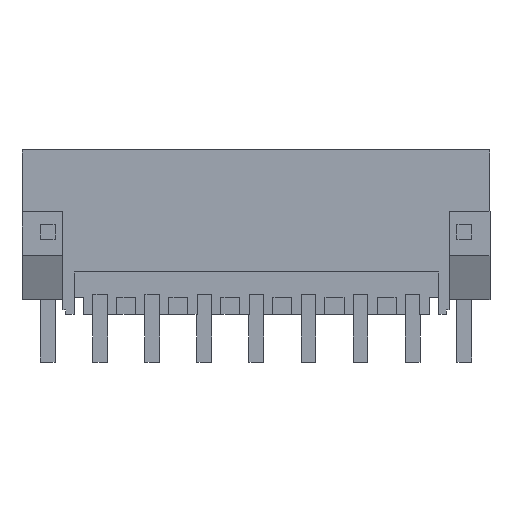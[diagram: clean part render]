
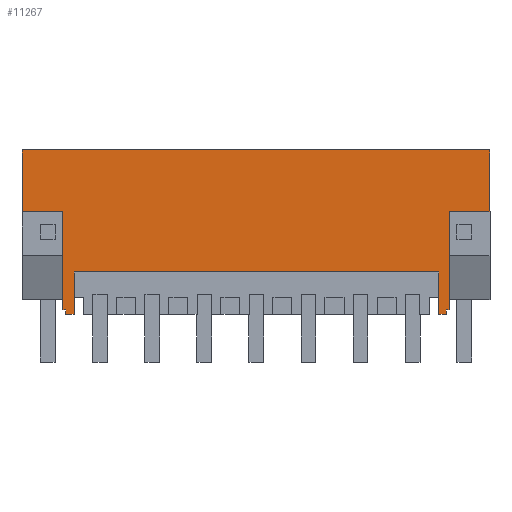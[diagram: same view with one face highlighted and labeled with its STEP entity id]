
A CAD part, front view. The second image highlights one B-rep face of the part: STEP entity #11267.
In plain terms, the highlighted planar face has unit normal (0, -1, 0).
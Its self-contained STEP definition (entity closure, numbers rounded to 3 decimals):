
#11237=AXIS2_PLACEMENT_3D('Plane Axis2P3D',#11234,#11235,#11236) ;
#2892=CARTESIAN_POINT('Line Origine',(3.5,0.,4.625)) ;
#2896=CARTESIAN_POINT('Vertex',(3.5,0.,3.2)) ;
#2898=CARTESIAN_POINT('Vertex',(3.5,0.,6.05)) ;
#2925=CARTESIAN_POINT('Vertex',(2.925,0.,3.2)) ;
#2928=CARTESIAN_POINT('Line Origine',(3.213,0.,3.2)) ;
#2946=CARTESIAN_POINT('Line Origine',(2.925,0.,3.35)) ;
#2950=CARTESIAN_POINT('Vertex',(2.925,0.,3.5)) ;
#2971=CARTESIAN_POINT('Line Origine',(2.825,0.,3.5)) ;
#2975=CARTESIAN_POINT('Vertex',(2.725,0.,3.5)) ;
#2996=CARTESIAN_POINT('Line Origine',(2.725,0.,6.8)) ;
#3000=CARTESIAN_POINT('Vertex',(2.725,0.,10.1)) ;
#3274=CARTESIAN_POINT('Vertex',(0.,0.,10.1)) ;
#3277=CARTESIAN_POINT('Line Origine',(0.,0.,12.175)) ;
#3281=CARTESIAN_POINT('Vertex',(0.,0.,14.25)) ;
#3321=CARTESIAN_POINT('Line Origine',(15.725,0.,14.25)) ;
#3325=CARTESIAN_POINT('Vertex',(31.45,0.,14.25)) ;
#6714=CARTESIAN_POINT('Line Origine',(31.45,0.,12.175)) ;
#6718=CARTESIAN_POINT('Vertex',(31.45,0.,10.1)) ;
#6986=CARTESIAN_POINT('Vertex',(28.725,0.,10.1)) ;
#6989=CARTESIAN_POINT('Line Origine',(28.725,0.,6.8)) ;
#6993=CARTESIAN_POINT('Vertex',(28.725,0.,3.5)) ;
#7017=CARTESIAN_POINT('Line Origine',(28.625,0.,3.5)) ;
#7021=CARTESIAN_POINT('Vertex',(28.525,0.,3.5)) ;
#7042=CARTESIAN_POINT('Line Origine',(28.525,0.,3.35)) ;
#7046=CARTESIAN_POINT('Vertex',(28.525,0.,3.2)) ;
#7062=CARTESIAN_POINT('Line Origine',(28.263,0.,3.2)) ;
#7066=CARTESIAN_POINT('Vertex',(28.,0.,3.2)) ;
#7087=CARTESIAN_POINT('Line Origine',(28.,0.,4.625)) ;
#7091=CARTESIAN_POINT('Vertex',(28.,0.,6.05)) ;
#9692=CARTESIAN_POINT('Line Origine',(15.75,0.,6.05)) ;
#11234=CARTESIAN_POINT('Axis2P3D Location',(10.5,0.,3.2)) ;
#11239=CARTESIAN_POINT('Line Origine',(30.087,0.,10.1)) ;
#11244=CARTESIAN_POINT('Line Origine',(1.362,0.,10.1)) ;
#2893=DIRECTION('Vector Direction',(0.,0.,1.)) ;
#2929=DIRECTION('Vector Direction',(1.,0.,0.)) ;
#2947=DIRECTION('Vector Direction',(0.,0.,-1.)) ;
#2972=DIRECTION('Vector Direction',(1.,0.,0.)) ;
#2997=DIRECTION('Vector Direction',(0.,0.,-1.)) ;
#3278=DIRECTION('Vector Direction',(0.,0.,1.)) ;
#3322=DIRECTION('Vector Direction',(1.,0.,0.)) ;
#6715=DIRECTION('Vector Direction',(0.,0.,1.)) ;
#6990=DIRECTION('Vector Direction',(0.,0.,-1.)) ;
#7018=DIRECTION('Vector Direction',(1.,0.,0.)) ;
#7043=DIRECTION('Vector Direction',(0.,0.,-1.)) ;
#7063=DIRECTION('Vector Direction',(1.,0.,0.)) ;
#7088=DIRECTION('Vector Direction',(0.,0.,1.)) ;
#9693=DIRECTION('Vector Direction',(1.,0.,0.)) ;
#11235=DIRECTION('Axis2P3D Direction',(0.,1.,0.)) ;
#11236=DIRECTION('Axis2P3D XDirection',(0.,0.,1.)) ;
#11240=DIRECTION('Vector Direction',(1.,0.,0.)) ;
#11245=DIRECTION('Vector Direction',(1.,0.,0.)) ;
#2894=VECTOR('Line Direction',#2893,1.) ;
#2930=VECTOR('Line Direction',#2929,1.) ;
#2948=VECTOR('Line Direction',#2947,1.) ;
#2973=VECTOR('Line Direction',#2972,1.) ;
#2998=VECTOR('Line Direction',#2997,1.) ;
#3279=VECTOR('Line Direction',#3278,1.) ;
#3323=VECTOR('Line Direction',#3322,1.) ;
#6716=VECTOR('Line Direction',#6715,1.) ;
#6991=VECTOR('Line Direction',#6990,1.) ;
#7019=VECTOR('Line Direction',#7018,1.) ;
#7044=VECTOR('Line Direction',#7043,1.) ;
#7064=VECTOR('Line Direction',#7063,1.) ;
#7089=VECTOR('Line Direction',#7088,1.) ;
#9694=VECTOR('Line Direction',#9693,1.) ;
#11241=VECTOR('Line Direction',#11240,1.) ;
#11246=VECTOR('Line Direction',#11245,1.) ;
#11250=ORIENTED_EDGE('',*,*,#9696,.F.) ;
#11251=ORIENTED_EDGE('',*,*,#7093,.F.) ;
#11252=ORIENTED_EDGE('',*,*,#7068,.T.) ;
#11253=ORIENTED_EDGE('',*,*,#7048,.T.) ;
#11254=ORIENTED_EDGE('',*,*,#7023,.T.) ;
#11255=ORIENTED_EDGE('',*,*,#6995,.F.) ;
#11256=ORIENTED_EDGE('',*,*,#11243,.F.) ;
#11257=ORIENTED_EDGE('',*,*,#6720,.F.) ;
#11258=ORIENTED_EDGE('',*,*,#3327,.F.) ;
#11259=ORIENTED_EDGE('',*,*,#3283,.T.) ;
#11260=ORIENTED_EDGE('',*,*,#11248,.T.) ;
#11261=ORIENTED_EDGE('',*,*,#3002,.T.) ;
#11262=ORIENTED_EDGE('',*,*,#2977,.F.) ;
#11263=ORIENTED_EDGE('',*,*,#2952,.F.) ;
#11264=ORIENTED_EDGE('',*,*,#2932,.T.) ;
#11265=ORIENTED_EDGE('',*,*,#2900,.T.) ;
#11267=ADVANCED_FACE('HOUSING',(#11266),#11238,.F.) ;
#2900=EDGE_CURVE('',#2897,#2899,#2895,.T.) ;
#2932=EDGE_CURVE('',#2926,#2897,#2931,.T.) ;
#2952=EDGE_CURVE('',#2926,#2951,#2949,.F.) ;
#2977=EDGE_CURVE('',#2951,#2976,#2974,.F.) ;
#3002=EDGE_CURVE('',#3001,#2976,#2999,.T.) ;
#3283=EDGE_CURVE('',#3282,#3275,#3280,.F.) ;
#3327=EDGE_CURVE('',#3282,#3326,#3324,.T.) ;
#6720=EDGE_CURVE('',#3326,#6719,#6717,.F.) ;
#6995=EDGE_CURVE('',#6987,#6994,#6992,.T.) ;
#7023=EDGE_CURVE('',#7022,#6994,#7020,.T.) ;
#7048=EDGE_CURVE('',#7047,#7022,#7045,.F.) ;
#7068=EDGE_CURVE('',#7067,#7047,#7065,.T.) ;
#7093=EDGE_CURVE('',#7067,#7092,#7090,.T.) ;
#9696=EDGE_CURVE('',#7092,#2899,#9695,.F.) ;
#11243=EDGE_CURVE('',#6719,#6987,#11242,.F.) ;
#11248=EDGE_CURVE('',#3275,#3001,#11247,.T.) ;
#11249=EDGE_LOOP('',(#11250,#11251,#11252,#11253,#11254,#11255,#11256,#11257,#11258,#11259,#11260,#11261,#11262,#11263,#11264,#11265)) ;
#11266=FACE_OUTER_BOUND('',#11249,.T.) ;
#2895=LINE('Line',#2892,#2894) ;
#2931=LINE('Line',#2928,#2930) ;
#2949=LINE('Line',#2946,#2948) ;
#2974=LINE('Line',#2971,#2973) ;
#2999=LINE('Line',#2996,#2998) ;
#3280=LINE('Line',#3277,#3279) ;
#3324=LINE('Line',#3321,#3323) ;
#6717=LINE('Line',#6714,#6716) ;
#6992=LINE('Line',#6989,#6991) ;
#7020=LINE('Line',#7017,#7019) ;
#7045=LINE('Line',#7042,#7044) ;
#7065=LINE('Line',#7062,#7064) ;
#7090=LINE('Line',#7087,#7089) ;
#9695=LINE('Line',#9692,#9694) ;
#11242=LINE('Line',#11239,#11241) ;
#11247=LINE('Line',#11244,#11246) ;
#11238=PLANE('',#11237) ;
#2897=VERTEX_POINT('',#2896) ;
#2899=VERTEX_POINT('',#2898) ;
#2926=VERTEX_POINT('',#2925) ;
#2951=VERTEX_POINT('',#2950) ;
#2976=VERTEX_POINT('',#2975) ;
#3001=VERTEX_POINT('',#3000) ;
#3275=VERTEX_POINT('',#3274) ;
#3282=VERTEX_POINT('',#3281) ;
#3326=VERTEX_POINT('',#3325) ;
#6719=VERTEX_POINT('',#6718) ;
#6987=VERTEX_POINT('',#6986) ;
#6994=VERTEX_POINT('',#6993) ;
#7022=VERTEX_POINT('',#7021) ;
#7047=VERTEX_POINT('',#7046) ;
#7067=VERTEX_POINT('',#7066) ;
#7092=VERTEX_POINT('',#7091) ;
